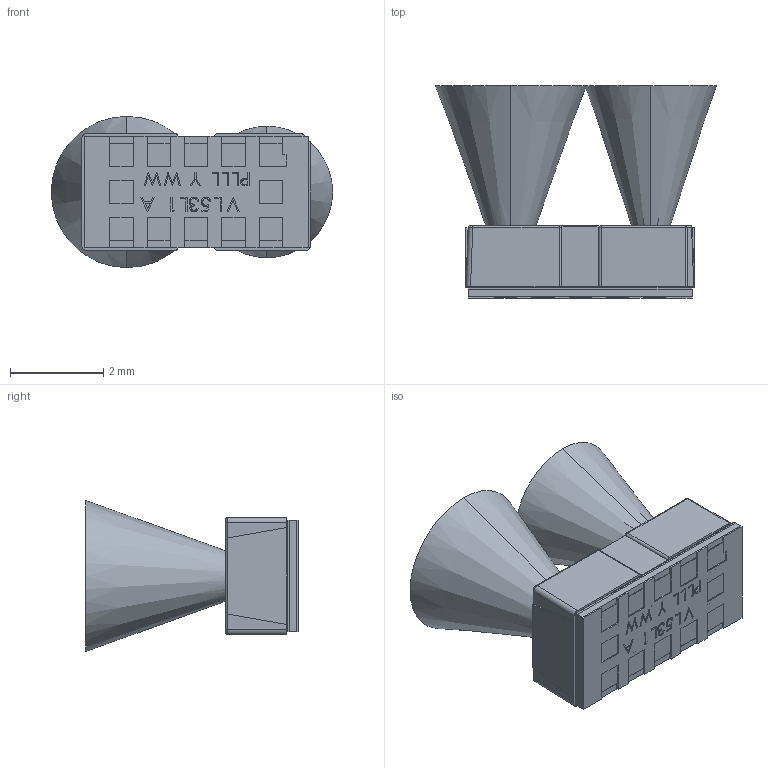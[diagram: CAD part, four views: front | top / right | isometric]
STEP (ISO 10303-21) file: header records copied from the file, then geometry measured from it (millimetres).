
FILE_DESCRIPTION (( 'STEP AP214' ), '1' );
FILE_NAME ('DM00319387 Rev4.0 - VL53L1 Module Outline.STEP', '2024-02-14T14:49:39', ( '' ), ( '' ), 'SwSTEP 2.0', 'SolidWorks 2022', '' );
FILE_SCHEMA (( 'AUTOMOTIVE_DESIGN' ));
Length unit declared in the file: millimetre
Products named in the file (3): DM00319387 Rev4.0 - VL53L1 Module Outline; VL53L1 Exclusion cones; VL53L1 Module outline
Assembly tree (2 placements, depth 2):
  DM00319387 Rev4.0 - VL53L1 Module Outline
    VL53L1 Module outline
    VL53L1 Exclusion cones
Bounding box: 6.03 x 4.56 x 3.24 mm (x, y, z)
Surface area: 135.8 mm2 (no closed solid volume)
Topology: 0 solids, 23 shells, 362 faces, 1152 edges, 815 vertices
Faces by surface type: plane 270, cylinder 47, bspline 31, cone 8, sphere 6
Entity records: 17979 total; most frequent: CARTESIAN_POINT 4114, ORIENTED_EDGE 1934, DIRECTION 1857, EDGE_CURVE 1142, VECTOR 957, LINE 957, VERTEX_POINT 815, AXIS2_PLACEMENT_3D 450
